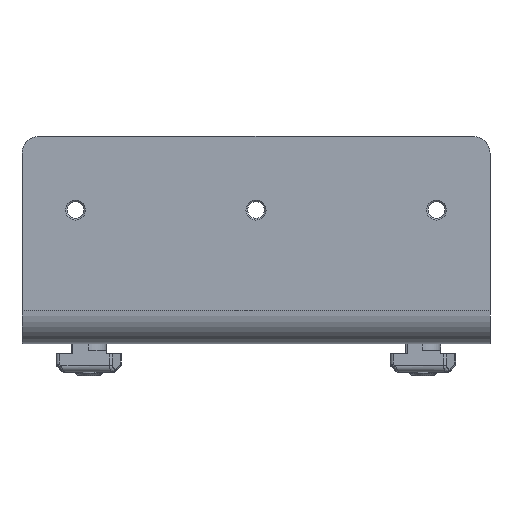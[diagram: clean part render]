
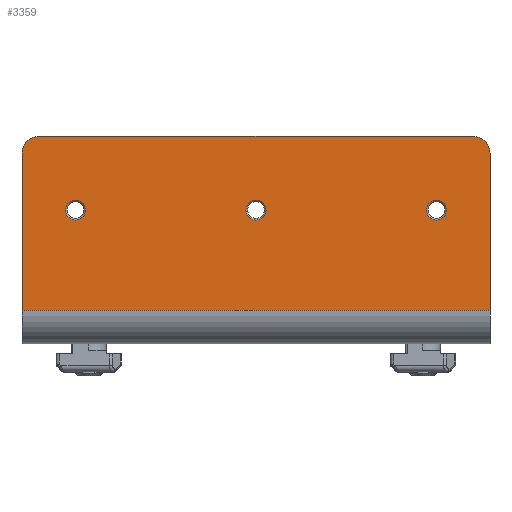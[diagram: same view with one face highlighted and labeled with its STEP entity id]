
A CAD part, left-side view. The second image highlights one B-rep face of the part: STEP entity #3359.
In plain terms, the highlighted planar face has unit normal (-1, 0, 0).
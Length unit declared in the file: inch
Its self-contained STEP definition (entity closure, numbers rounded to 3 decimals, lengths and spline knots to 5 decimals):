
#2 = CARTESIAN_POINT ( 'NONE',  ( -1.91929, -2.12598, 0.35433 ) ) ;
#91 = CIRCLE ( 'NONE', #7726, 0.11811 ) ;
#357 = LINE ( 'NONE', #8439, #567 ) ;
#450 = VERTEX_POINT ( 'NONE', #8281 ) ;
#567 = VECTOR ( 'NONE', #1190, 39.37008 ) ;
#599 = VECTOR ( 'NONE', #6774, 39.37008 ) ;
#666 = EDGE_CURVE ( 'NONE', #5483, #5483, #9099, .T. ) ;
#703 = VERTEX_POINT ( 'NONE', #7970 ) ;
#760 = CARTESIAN_POINT ( 'NONE',  ( -1.91929, -2.75591, 0. ) ) ;
#813 = VERTEX_POINT ( 'NONE', #2741 ) ;
#1190 = DIRECTION ( 'NONE',  ( 0., 1., 0. ) ) ;
#1225 = ORIENTED_EDGE ( 'NONE', *, *, #2456, .F. ) ;
#1414 = ORIENTED_EDGE ( 'NONE', *, *, #2878, .F. ) ;
#1511 = CARTESIAN_POINT ( 'NONE',  ( -1.91929, 2.75591, 0. ) ) ;
#1777 = CARTESIAN_POINT ( 'NONE',  ( -1.91929, 0., 0.35433 ) ) ;
#1787 = CARTESIAN_POINT ( 'NONE',  ( -1.91929, -2.75591, 1.02362 ) ) ;
#1915 = DIRECTION ( 'NONE',  ( 1., 0., 0. ) ) ;
#2050 = VECTOR ( 'NONE', #4679, 39.37008 ) ;
#2064 = ORIENTED_EDGE ( 'NONE', *, *, #5647, .F. ) ;
#2188 = LINE ( 'NONE', #1511, #2050 ) ;
#2420 = LINE ( 'NONE', #760, #3409 ) ;
#2456 = EDGE_CURVE ( 'NONE', #5948, #703, #2420, .T. ) ;
#2534 = CARTESIAN_POINT ( 'NONE',  ( -1.91929, 2.12598, 0.35433 ) ) ;
#2600 = DIRECTION ( 'NONE',  ( 0., 1., 0. ) ) ;
#2741 = CARTESIAN_POINT ( 'NONE',  ( -1.91929, 2.75591, 1.02362 ) ) ;
#2841 = FACE_BOUND ( 'NONE', #7837, .T. ) ;
#2878 = EDGE_CURVE ( 'NONE', #703, #450, #357, .T. ) ;
#3286 = DIRECTION ( 'NONE',  ( 1., 0., 0. ) ) ;
#3329 = DIRECTION ( 'NONE',  ( -1., 0., 0. ) ) ;
#3359 = ADVANCED_FACE ( 'NONE', ( #9001, #5023, #2841, #8207 ), #3579, .F. ) ;
#3409 = VECTOR ( 'NONE', #4031, 39.37008 ) ;
#3501 = CARTESIAN_POINT ( 'NONE',  ( -1.91929, 0., 1.22047 ) ) ;
#3541 = VERTEX_POINT ( 'NONE', #8202 ) ;
#3555 = CIRCLE ( 'NONE', #6217, 0.19685 ) ;
#3573 = AXIS2_PLACEMENT_3D ( 'NONE', #2, #4943, #6440 ) ;
#3579 = PLANE ( 'NONE',  #10230 ) ;
#3612 = LINE ( 'NONE', #3501, #599 ) ;
#3800 = EDGE_LOOP ( 'NONE', ( #5275 ) ) ;
#3809 = EDGE_LOOP ( 'NONE', ( #4538 ) ) ;
#3833 = ORIENTED_EDGE ( 'NONE', *, *, #8997, .F. ) ;
#3962 = DIRECTION ( 'NONE',  ( -1., 0., 0. ) ) ;
#4031 = DIRECTION ( 'NONE',  ( 0., 0., -1. ) ) ;
#4158 = DIRECTION ( 'NONE',  ( 0., 1., 0. ) ) ;
#4168 = DIRECTION ( 'NONE',  ( 1., 0., 0. ) ) ;
#4538 = ORIENTED_EDGE ( 'NONE', *, *, #666, .F. ) ;
#4679 = DIRECTION ( 'NONE',  ( 0., 0., 1. ) ) ;
#4704 = CARTESIAN_POINT ( 'NONE',  ( -1.91929, 0.11811, 0.35433 ) ) ;
#4920 = VERTEX_POINT ( 'NONE', #8038 ) ;
#4943 = DIRECTION ( 'NONE',  ( -1., 0., 0. ) ) ;
#5023 = FACE_BOUND ( 'NONE', #3800, .T. ) ;
#5243 = CARTESIAN_POINT ( 'NONE',  ( -1.91929, 0., 0. ) ) ;
#5275 = ORIENTED_EDGE ( 'NONE', *, *, #7024, .F. ) ;
#5402 = CIRCLE ( 'NONE', #6227, 0.19685 ) ;
#5466 = ORIENTED_EDGE ( 'NONE', *, *, #8770, .F. ) ;
#5483 = VERTEX_POINT ( 'NONE', #4704 ) ;
#5647 = EDGE_CURVE ( 'NONE', #3541, #6239, #3612, .T. ) ;
#5792 = VERTEX_POINT ( 'NONE', #6617 ) ;
#5867 = CARTESIAN_POINT ( 'NONE',  ( -1.91929, 2.55906, 1.02362 ) ) ;
#5948 = VERTEX_POINT ( 'NONE', #1787 ) ;
#6217 = AXIS2_PLACEMENT_3D ( 'NONE', #5867, #4168, #7335 ) ;
#6227 = AXIS2_PLACEMENT_3D ( 'NONE', #8759, #3286, #7326 ) ;
#6239 = VERTEX_POINT ( 'NONE', #6391 ) ;
#6391 = CARTESIAN_POINT ( 'NONE',  ( -1.91929, -2.55906, 1.22047 ) ) ;
#6440 = DIRECTION ( 'NONE',  ( 0., 1., 0. ) ) ;
#6617 = CARTESIAN_POINT ( 'NONE',  ( -1.91929, 2.24409, 0.35433 ) ) ;
#6680 = DIRECTION ( 'NONE',  ( 0., -1., 0. ) ) ;
#6774 = DIRECTION ( 'NONE',  ( 0., -1., 0. ) ) ;
#6908 = EDGE_LOOP ( 'NONE', ( #1414, #1225, #9513, #2064, #5466, #3833 ) ) ;
#7024 = EDGE_CURVE ( 'NONE', #5792, #5792, #91, .T. ) ;
#7041 = EDGE_CURVE ( 'NONE', #6239, #5948, #5402, .T. ) ;
#7086 = EDGE_CURVE ( 'NONE', #4920, #4920, #9237, .T. ) ;
#7326 = DIRECTION ( 'NONE',  ( 0., 1., 0. ) ) ;
#7335 = DIRECTION ( 'NONE',  ( 0., 1., 0. ) ) ;
#7443 = ORIENTED_EDGE ( 'NONE', *, *, #7086, .F. ) ;
#7590 = AXIS2_PLACEMENT_3D ( 'NONE', #1777, #3329, #2600 ) ;
#7726 = AXIS2_PLACEMENT_3D ( 'NONE', #2534, #3962, #4158 ) ;
#7837 = EDGE_LOOP ( 'NONE', ( #7443 ) ) ;
#7970 = CARTESIAN_POINT ( 'NONE',  ( -1.91929, -2.75591, -0.82677 ) ) ;
#8038 = CARTESIAN_POINT ( 'NONE',  ( -1.91929, -2.00787, 0.35433 ) ) ;
#8202 = CARTESIAN_POINT ( 'NONE',  ( -1.91929, 2.55906, 1.22047 ) ) ;
#8207 = FACE_OUTER_BOUND ( 'NONE', #6908, .T. ) ;
#8281 = CARTESIAN_POINT ( 'NONE',  ( -1.91929, 2.75591, -0.82677 ) ) ;
#8439 = CARTESIAN_POINT ( 'NONE',  ( -1.91929, 2.75591, -0.82677 ) ) ;
#8759 = CARTESIAN_POINT ( 'NONE',  ( -1.91929, -2.55906, 1.02362 ) ) ;
#8770 = EDGE_CURVE ( 'NONE', #813, #3541, #3555, .T. ) ;
#8997 = EDGE_CURVE ( 'NONE', #450, #813, #2188, .T. ) ;
#9001 = FACE_BOUND ( 'NONE', #3809, .T. ) ;
#9099 = CIRCLE ( 'NONE', #7590, 0.11811 ) ;
#9237 = CIRCLE ( 'NONE', #3573, 0.11811 ) ;
#9513 = ORIENTED_EDGE ( 'NONE', *, *, #7041, .F. ) ;
#10230 = AXIS2_PLACEMENT_3D ( 'NONE', #5243, #1915, #6680 ) ;
